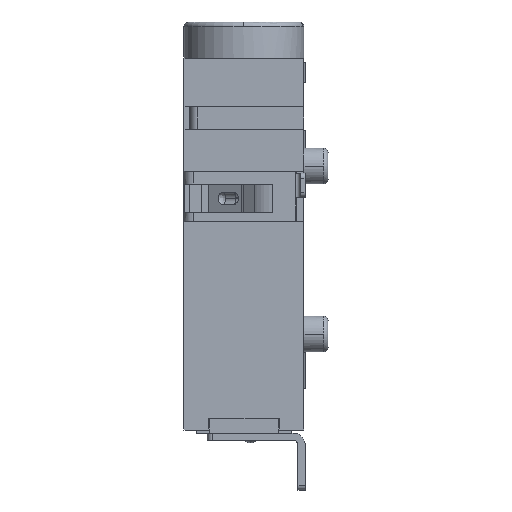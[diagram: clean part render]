
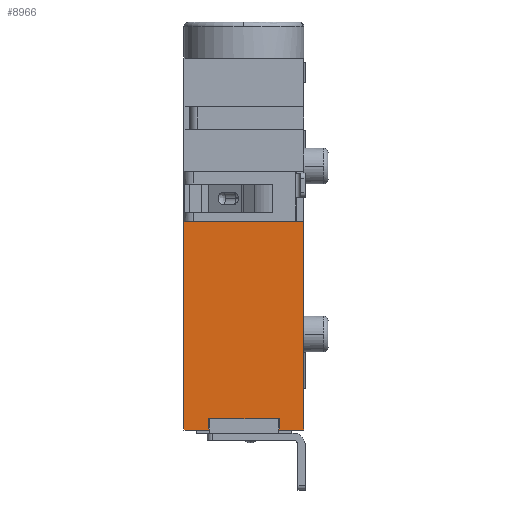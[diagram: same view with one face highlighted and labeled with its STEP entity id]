
A CAD part, left-side view. The second image highlights one B-rep face of the part: STEP entity #8966.
In plain terms, the highlighted planar face has unit normal (-1, 0, 0).
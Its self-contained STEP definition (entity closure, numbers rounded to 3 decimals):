
#633 = CARTESIAN_POINT ( 'NONE',  ( -3., 1.475, -16.53 ) ) ;
#672 = CARTESIAN_POINT ( 'NONE',  ( -3., -1.475, -17. ) ) ;
#813 = CARTESIAN_POINT ( 'NONE',  ( -3., -2.5, -8.325 ) ) ;
#1041 = EDGE_CURVE ( 'NONE', #19386, #10675, #14837, .T. ) ;
#1229 = EDGE_CURVE ( 'NONE', #15859, #8712, #4041, .T. ) ;
#2061 = ORIENTED_EDGE ( 'NONE', *, *, #3910, .F. ) ;
#2111 = DIRECTION ( 'NONE',  ( -1., 0., 0. ) ) ;
#2245 = CARTESIAN_POINT ( 'NONE',  ( -3., 1.475, -16.53 ) ) ;
#3910 = EDGE_CURVE ( 'NONE', #13722, #18499, #13145, .T. ) ;
#4041 = LINE ( 'NONE', #8257, #4616 ) ;
#4262 = EDGE_CURVE ( 'NONE', #6557, #10675, #5488, .T. ) ;
#4312 = CARTESIAN_POINT ( 'NONE',  ( -3., -2.5, -8.325 ) ) ;
#4324 = CARTESIAN_POINT ( 'NONE',  ( -3., 2.5, -17. ) ) ;
#4417 = DIRECTION ( 'NONE',  ( 0., 0., 1. ) ) ;
#4442 = CARTESIAN_POINT ( 'NONE',  ( -3., -2.5, -8.325 ) ) ;
#4589 = ORIENTED_EDGE ( 'NONE', *, *, #16616, .T. ) ;
#4616 = VECTOR ( 'NONE', #5322, 1000. ) ;
#4816 = DIRECTION ( 'NONE',  ( 0., -1., 0. ) ) ;
#5010 = ORIENTED_EDGE ( 'NONE', *, *, #1229, .F. ) ;
#5120 = CARTESIAN_POINT ( 'NONE',  ( -3., -1.475, -17. ) ) ;
#5148 = FACE_OUTER_BOUND ( 'NONE', #10291, .T. ) ;
#5322 = DIRECTION ( 'NONE',  ( 0., 0., -1. ) ) ;
#5488 = LINE ( 'NONE', #18522, #11533 ) ;
#6489 = VECTOR ( 'NONE', #10419, 1000. ) ;
#6557 = VERTEX_POINT ( 'NONE', #5120 ) ;
#7322 = CARTESIAN_POINT ( 'NONE',  ( -3., 1.475, -17. ) ) ;
#7695 = VERTEX_POINT ( 'NONE', #7989 ) ;
#7747 = VECTOR ( 'NONE', #8407, 1000. ) ;
#7989 = CARTESIAN_POINT ( 'NONE',  ( -3., -1.475, -16.53 ) ) ;
#8137 = LINE ( 'NONE', #18251, #10593 ) ;
#8257 = CARTESIAN_POINT ( 'NONE',  ( -3., 1.475, -16.53 ) ) ;
#8407 = DIRECTION ( 'NONE',  ( 0., 0., 1. ) ) ;
#8565 = ORIENTED_EDGE ( 'NONE', *, *, #12295, .T. ) ;
#8712 = VERTEX_POINT ( 'NONE', #7322 ) ;
#8966 = ADVANCED_FACE ( 'NONE', ( #5148 ), #15829, .T. ) ;
#8984 = ORIENTED_EDGE ( 'NONE', *, *, #1041, .F. ) ;
#9121 = VECTOR ( 'NONE', #18766, 1000. ) ;
#9494 = DIRECTION ( 'NONE',  ( 0., -1., 0. ) ) ;
#10291 = EDGE_LOOP ( 'NONE', ( #17006, #8984, #16678, #2061, #8565, #5010, #4589, #17831 ) ) ;
#10419 = DIRECTION ( 'NONE',  ( 0., 0., -1. ) ) ;
#10479 = DIRECTION ( 'NONE',  ( 0., 1., 0. ) ) ;
#10593 = VECTOR ( 'NONE', #4816, 1000. ) ;
#10675 = VERTEX_POINT ( 'NONE', #16695 ) ;
#11237 = CARTESIAN_POINT ( 'NONE',  ( -3., 2.5, -8.325 ) ) ;
#11533 = VECTOR ( 'NONE', #9494, 1000. ) ;
#11619 = EDGE_CURVE ( 'NONE', #6557, #7695, #14388, .T. ) ;
#12295 = EDGE_CURVE ( 'NONE', #13722, #8712, #8137, .T. ) ;
#12580 = EDGE_CURVE ( 'NONE', #19386, #18499, #17746, .T. ) ;
#13098 = VECTOR ( 'NONE', #4417, 1000. ) ;
#13124 = VECTOR ( 'NONE', #10479, 1000. ) ;
#13145 = LINE ( 'NONE', #4324, #13098 ) ;
#13626 = CARTESIAN_POINT ( 'NONE',  ( -3., 2.5, -17. ) ) ;
#13722 = VERTEX_POINT ( 'NONE', #13626 ) ;
#14388 = LINE ( 'NONE', #672, #7747 ) ;
#14837 = LINE ( 'NONE', #4442, #6489 ) ;
#15533 = CARTESIAN_POINT ( 'NONE',  ( -3., -2.6, -17.174 ) ) ;
#15731 = DIRECTION ( 'NONE',  ( 0., 0., 1. ) ) ;
#15829 = PLANE ( 'NONE',  #19187 ) ;
#15859 = VERTEX_POINT ( 'NONE', #2245 ) ;
#16616 = EDGE_CURVE ( 'NONE', #15859, #7695, #17297, .T. ) ;
#16678 = ORIENTED_EDGE ( 'NONE', *, *, #12580, .T. ) ;
#16695 = CARTESIAN_POINT ( 'NONE',  ( -3., -2.5, -17. ) ) ;
#17006 = ORIENTED_EDGE ( 'NONE', *, *, #4262, .T. ) ;
#17297 = LINE ( 'NONE', #633, #9121 ) ;
#17746 = LINE ( 'NONE', #4312, #13124 ) ;
#17831 = ORIENTED_EDGE ( 'NONE', *, *, #11619, .F. ) ;
#18251 = CARTESIAN_POINT ( 'NONE',  ( -3., 2.5, -17. ) ) ;
#18499 = VERTEX_POINT ( 'NONE', #11237 ) ;
#18522 = CARTESIAN_POINT ( 'NONE',  ( -3., -1.475, -17. ) ) ;
#18766 = DIRECTION ( 'NONE',  ( 0., -1., 0. ) ) ;
#19187 = AXIS2_PLACEMENT_3D ( 'NONE', #15533, #2111, #15731 ) ;
#19386 = VERTEX_POINT ( 'NONE', #813 ) ;
